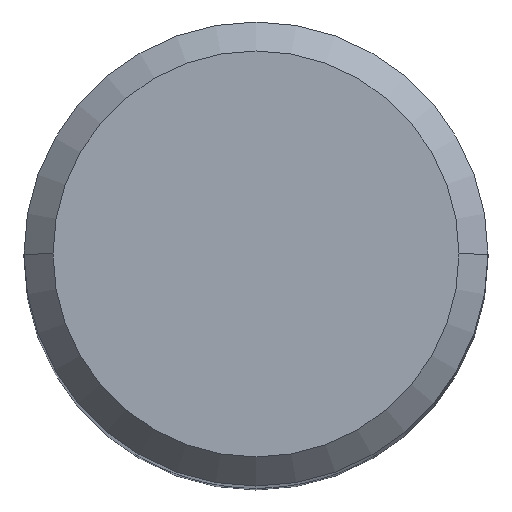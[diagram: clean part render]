
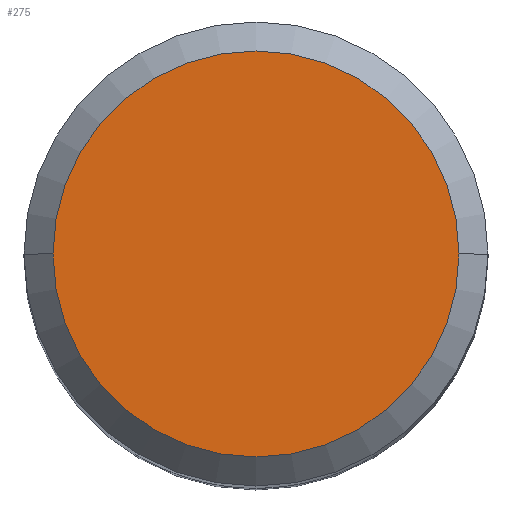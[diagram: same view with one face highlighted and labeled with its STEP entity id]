
A CAD part, top view. The second image highlights one B-rep face of the part: STEP entity #275.
In plain terms, the highlighted planar face has unit normal (0, 0, 1).
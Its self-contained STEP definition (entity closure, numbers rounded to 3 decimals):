
#24 = CARTESIAN_POINT ( 'NONE',  ( -3.5, 0., 20. ) ) ;
#26 = CARTESIAN_POINT ( 'NONE',  ( 3.5, 0., 20. ) ) ;
#41 = FACE_OUTER_BOUND ( 'NONE', #405, .T. ) ;
#42 = PLANE ( 'NONE',  #43 ) ;
#43 = AXIS2_PLACEMENT_3D ( 'NONE', #44, #45, #46 ) ;
#44 = CARTESIAN_POINT ( 'NONE',  ( 0., 0., 20. ) ) ;
#45 = DIRECTION ( 'NONE',  ( 0., 0., 1. ) ) ;
#46 = DIRECTION ( 'NONE',  ( 1., 0., 0. ) ) ;
#66 = CIRCLE ( 'NONE', #67, 3.5 ) ;
#67 = AXIS2_PLACEMENT_3D ( 'NONE', #68, #69, #70 ) ;
#68 = CARTESIAN_POINT ( 'NONE',  ( 0., 0., 20. ) ) ;
#69 = DIRECTION ( 'NONE',  ( 0., 0., 1. ) ) ;
#70 = DIRECTION ( 'NONE',  ( 1., 0., 0. ) ) ;
#204 = VERTEX_POINT ( 'NONE', #24 ) ;
#223 = VERTEX_POINT ( 'NONE', #26 ) ;
#275 = ADVANCED_FACE ( 'NONE', ( #41 ), #42, .T. ) ;
#309 = CIRCLE ( 'NONE', #310, 3.5 ) ;
#310 = AXIS2_PLACEMENT_3D ( 'NONE', #311, #312, #313 ) ;
#311 = CARTESIAN_POINT ( 'NONE',  ( 0., 0., 20. ) ) ;
#312 = DIRECTION ( 'NONE',  ( 0., 0., 1. ) ) ;
#313 = DIRECTION ( 'NONE',  ( 1., 0., 0. ) ) ;
#368 = EDGE_CURVE ( 'NONE', #223, #204, #66, .T. ) ;
#385 = ORIENTED_EDGE ( 'NONE', *, *, #368, .T. ) ;
#389 = EDGE_CURVE ( 'NONE', #204, #223, #309, .T. ) ;
#390 = ORIENTED_EDGE ( 'NONE', *, *, #389, .T. ) ;
#405 = EDGE_LOOP ( 'NONE', ( #390, #385 ) ) ;
